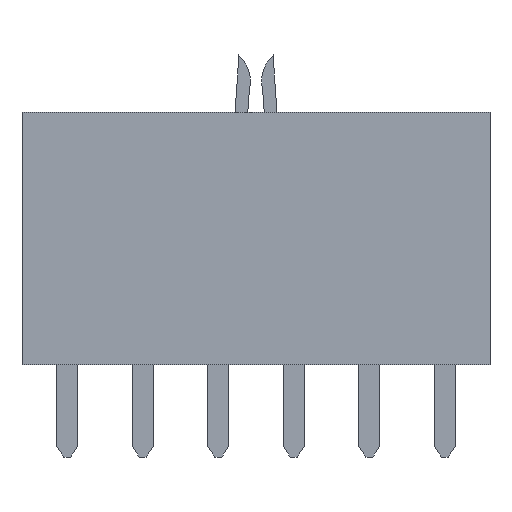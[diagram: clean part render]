
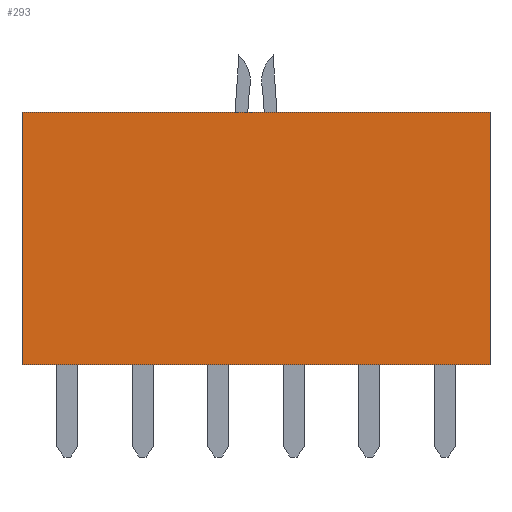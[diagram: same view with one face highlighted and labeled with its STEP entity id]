
A CAD part, front view. The second image highlights one B-rep face of the part: STEP entity #293.
In plain terms, the highlighted planar face has unit normal (0, -1, 0).
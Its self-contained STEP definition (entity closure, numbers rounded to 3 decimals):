
#293 = ADVANCED_FACE( '', ( #624 ), #625, .T. );
#624 = FACE_OUTER_BOUND( '', #983, .T. );
#625 = PLANE( '', #984 );
#983 = EDGE_LOOP( '', ( #1844, #1845, #1846, #1847 ) );
#984 = AXIS2_PLACEMENT_3D( '', #1848, #1849, #1850 );
#1844 = ORIENTED_EDGE( '', *, *, #2135, .T. );
#1845 = ORIENTED_EDGE( '', *, *, #2296, .T. );
#1846 = ORIENTED_EDGE( '', *, *, #2449, .T. );
#1847 = ORIENTED_EDGE( '', *, *, #2254, .T. );
#1848 = CARTESIAN_POINT( '', ( 0., -1.25, 0. ) );
#1849 = DIRECTION( '', ( 0., -1., 0. ) );
#1850 = DIRECTION( '', ( 0., 0., -1. ) );
#2135 = EDGE_CURVE( '', #2558, #2556, #2559, .T. );
#2254 = EDGE_CURVE( '', #2758, #2558, #2759, .T. );
#2296 = EDGE_CURVE( '', #2556, #2823, #2825, .T. );
#2449 = EDGE_CURVE( '', #2823, #2758, #3021, .T. );
#2556 = VERTEX_POINT( '', #3159 );
#2558 = VERTEX_POINT( '', #3162 );
#2559 = LINE( '', #3163, #3164 );
#2758 = VERTEX_POINT( '', #3472 );
#2759 = LINE( '', #3473, #3474 );
#2823 = VERTEX_POINT( '', #3568 );
#2825 = LINE( '', #3571, #3572 );
#3021 = LINE( '', #3876, #3877 );
#3159 = CARTESIAN_POINT( '', ( -7.87, -1.25, 4.25 ) );
#3162 = CARTESIAN_POINT( '', ( 7.87, -1.25, 4.25 ) );
#3163 = CARTESIAN_POINT( '', ( 7.87, -1.25, 4.25 ) );
#3164 = VECTOR( '', #3970, 1000. );
#3472 = CARTESIAN_POINT( '', ( 7.87, -1.25, -4.25 ) );
#3473 = CARTESIAN_POINT( '', ( 7.87, -1.25, -4.25 ) );
#3474 = VECTOR( '', #4066, 1000. );
#3568 = CARTESIAN_POINT( '', ( -7.87, -1.25, -4.25 ) );
#3571 = CARTESIAN_POINT( '', ( -7.87, -1.25, 4.25 ) );
#3572 = VECTOR( '', #4098, 1000. );
#3876 = CARTESIAN_POINT( '', ( -7.87, -1.25, -4.25 ) );
#3877 = VECTOR( '', #4213, 1000. );
#3970 = DIRECTION( '', ( -1., 0., 0. ) );
#4066 = DIRECTION( '', ( 0., 0., 1. ) );
#4098 = DIRECTION( '', ( 0., 0., -1. ) );
#4213 = DIRECTION( '', ( 1., 0., 0. ) );
